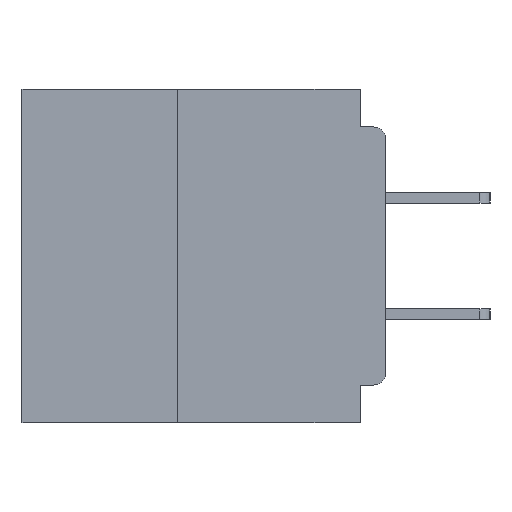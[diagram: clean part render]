
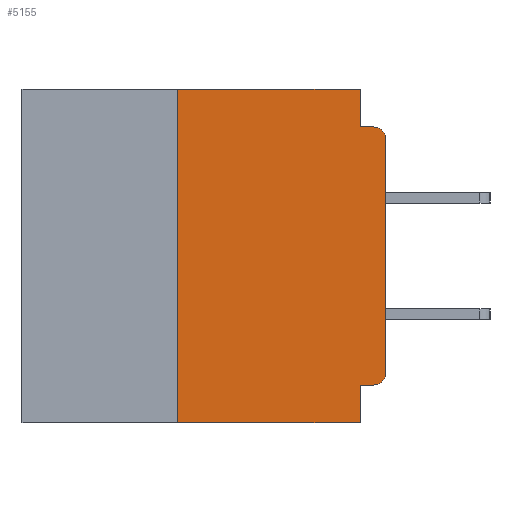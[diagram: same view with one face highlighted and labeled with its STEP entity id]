
A CAD part, left-side view. The second image highlights one B-rep face of the part: STEP entity #5155.
In plain terms, the highlighted planar face has unit normal (-1, 0, 0).
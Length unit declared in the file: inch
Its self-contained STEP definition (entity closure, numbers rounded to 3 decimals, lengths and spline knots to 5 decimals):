
#352 = VERTEX_POINT ( 'NONE', #19523 ) ;
#605 = CARTESIAN_POINT ( 'NONE',  ( 0., 0.25, -0.4 ) ) ;
#1013 = LINE ( 'NONE', #25372, #14785 ) ;
#1208 = CARTESIAN_POINT ( 'NONE',  ( 0., 0.437, -0.4 ) ) ;
#1319 = VERTEX_POINT ( 'NONE', #8110 ) ;
#1810 = ORIENTED_EDGE ( 'NONE', *, *, #2107, .F. ) ;
#2107 = EDGE_CURVE ( 'NONE', #15191, #14569, #1013, .T. ) ;
#3813 = EDGE_LOOP ( 'NONE', ( #28868, #35534, #28619, #8223, #11143, #9344, #34367, #1810, #25060, #16545 ) ) ;
#4067 = DIRECTION ( 'NONE',  ( 0., 0., -1. ) ) ;
#4166 = DIRECTION ( 'NONE',  ( 1., 0., 0. ) ) ;
#4233 = DIRECTION ( 'NONE',  ( 0., -1., 0. ) ) ;
#4301 = PLANE ( 'NONE',  #13058 ) ;
#4432 = CARTESIAN_POINT ( 'NONE',  ( 0., 0.437, 0. ) ) ;
#5155 = ADVANCED_FACE ( 'NONE', ( #19651 ), #4301, .F. ) ;
#5826 = CARTESIAN_POINT ( 'NONE',  ( 0., 0.031, 0. ) ) ;
#5976 = CARTESIAN_POINT ( 'NONE',  ( 0., 0., 0. ) ) ;
#6016 = DIRECTION ( 'NONE',  ( 0., 0., 1. ) ) ;
#7552 = VECTOR ( 'NONE', #26370, 39.37008 ) ;
#7754 = AXIS2_PLACEMENT_3D ( 'NONE', #34023, #17011, #36770 ) ;
#7902 = CARTESIAN_POINT ( 'NONE',  ( 0., 0.437, 0. ) ) ;
#8048 = EDGE_CURVE ( 'NONE', #352, #22072, #24252, .T. ) ;
#8110 = CARTESIAN_POINT ( 'NONE',  ( 0., 0.031, 0. ) ) ;
#8223 = ORIENTED_EDGE ( 'NONE', *, *, #23709, .F. ) ;
#8747 = DIRECTION ( 'NONE',  ( 0., -1., 0. ) ) ;
#9344 = ORIENTED_EDGE ( 'NONE', *, *, #17823, .F. ) ;
#9508 = LINE ( 'NONE', #1208, #31580 ) ;
#9767 = CARTESIAN_POINT ( 'NONE',  ( 0., 0., -0.34 ) ) ;
#10557 = CARTESIAN_POINT ( 'NONE',  ( 0., 0., -0.355 ) ) ;
#11143 = ORIENTED_EDGE ( 'NONE', *, *, #30346, .F. ) ;
#11219 = EDGE_CURVE ( 'NONE', #11308, #22072, #22182, .T. ) ;
#11308 = VERTEX_POINT ( 'NONE', #17989 ) ;
#11727 = CARTESIAN_POINT ( 'NONE',  ( 0., 0.25, -0.4 ) ) ;
#12953 = CARTESIAN_POINT ( 'NONE',  ( 0., 0.031, -0.4 ) ) ;
#12995 = VECTOR ( 'NONE', #25269, 39.37008 ) ;
#13058 = AXIS2_PLACEMENT_3D ( 'NONE', #4432, #4166, #4067 ) ;
#13879 = EDGE_CURVE ( 'NONE', #22530, #14569, #9508, .T. ) ;
#14569 = VERTEX_POINT ( 'NONE', #12953 ) ;
#14785 = VECTOR ( 'NONE', #22478, 39.37008 ) ;
#14957 = CARTESIAN_POINT ( 'NONE',  ( 0., 0.25, 0. ) ) ;
#15008 = AXIS2_PLACEMENT_3D ( 'NONE', #33457, #16421, #36202 ) ;
#15147 = CARTESIAN_POINT ( 'NONE',  ( 0., 0.015, -0.045 ) ) ;
#15191 = VERTEX_POINT ( 'NONE', #24557 ) ;
#15333 = LINE ( 'NONE', #5976, #7552 ) ;
#15570 = VERTEX_POINT ( 'NONE', #17498 ) ;
#15800 = LINE ( 'NONE', #7902, #31039 ) ;
#15916 = EDGE_CURVE ( 'NONE', #15570, #15191, #20775, .T. ) ;
#16421 = DIRECTION ( 'NONE',  ( -1., 0., 0. ) ) ;
#16545 = ORIENTED_EDGE ( 'NONE', *, *, #35616, .T. ) ;
#16970 = LINE ( 'NONE', #11727, #31287 ) ;
#17011 = DIRECTION ( 'NONE',  ( -1., 0., 0. ) ) ;
#17498 = CARTESIAN_POINT ( 'NONE',  ( 0., 0.015, -0.355 ) ) ;
#17501 = VECTOR ( 'NONE', #34551, 39.37008 ) ;
#17823 = EDGE_CURVE ( 'NONE', #22530, #28204, #16970, .T. ) ;
#17989 = CARTESIAN_POINT ( 'NONE',  ( 0., 0.031, -0.045 ) ) ;
#19523 = CARTESIAN_POINT ( 'NONE',  ( 0., 0., -0.06 ) ) ;
#19651 = FACE_OUTER_BOUND ( 'NONE', #3813, .T. ) ;
#20775 = LINE ( 'NONE', #10557, #12995 ) ;
#22072 = VERTEX_POINT ( 'NONE', #15147 ) ;
#22182 = LINE ( 'NONE', #26239, #23075 ) ;
#22478 = DIRECTION ( 'NONE',  ( 0., 0., -1. ) ) ;
#22530 = VERTEX_POINT ( 'NONE', #605 ) ;
#23075 = VECTOR ( 'NONE', #8747, 39.37008 ) ;
#23709 = EDGE_CURVE ( 'NONE', #1319, #11308, #32652, .T. ) ;
#23924 = VERTEX_POINT ( 'NONE', #9767 ) ;
#24252 = CIRCLE ( 'NONE', #7754, 0.015 ) ;
#24557 = CARTESIAN_POINT ( 'NONE',  ( 0., 0.031, -0.355 ) ) ;
#25060 = ORIENTED_EDGE ( 'NONE', *, *, #15916, .F. ) ;
#25269 = DIRECTION ( 'NONE',  ( 0., 1., 0. ) ) ;
#25372 = CARTESIAN_POINT ( 'NONE',  ( 0., 0.031, -0.4 ) ) ;
#26239 = CARTESIAN_POINT ( 'NONE',  ( 0., 0., -0.045 ) ) ;
#26370 = DIRECTION ( 'NONE',  ( 0., 0., 1. ) ) ;
#28204 = VERTEX_POINT ( 'NONE', #14957 ) ;
#28232 = DIRECTION ( 'NONE',  ( 0., -1., 0. ) ) ;
#28619 = ORIENTED_EDGE ( 'NONE', *, *, #11219, .F. ) ;
#28868 = ORIENTED_EDGE ( 'NONE', *, *, #30587, .T. ) ;
#29890 = CIRCLE ( 'NONE', #15008, 0.015 ) ;
#30346 = EDGE_CURVE ( 'NONE', #28204, #1319, #15800, .T. ) ;
#30587 = EDGE_CURVE ( 'NONE', #23924, #352, #15333, .T. ) ;
#31039 = VECTOR ( 'NONE', #28232, 39.37008 ) ;
#31287 = VECTOR ( 'NONE', #6016, 39.37008 ) ;
#31580 = VECTOR ( 'NONE', #4233, 39.37008 ) ;
#32652 = LINE ( 'NONE', #5826, #17501 ) ;
#33457 = CARTESIAN_POINT ( 'NONE',  ( 0., 0.015, -0.34 ) ) ;
#34023 = CARTESIAN_POINT ( 'NONE',  ( 0., 0.015, -0.06 ) ) ;
#34367 = ORIENTED_EDGE ( 'NONE', *, *, #13879, .T. ) ;
#34551 = DIRECTION ( 'NONE',  ( 0., 0., -1. ) ) ;
#35534 = ORIENTED_EDGE ( 'NONE', *, *, #8048, .T. ) ;
#35616 = EDGE_CURVE ( 'NONE', #15570, #23924, #29890, .T. ) ;
#36202 = DIRECTION ( 'NONE',  ( 0., 0., -1. ) ) ;
#36770 = DIRECTION ( 'NONE',  ( 0., 0., -1. ) ) ;
